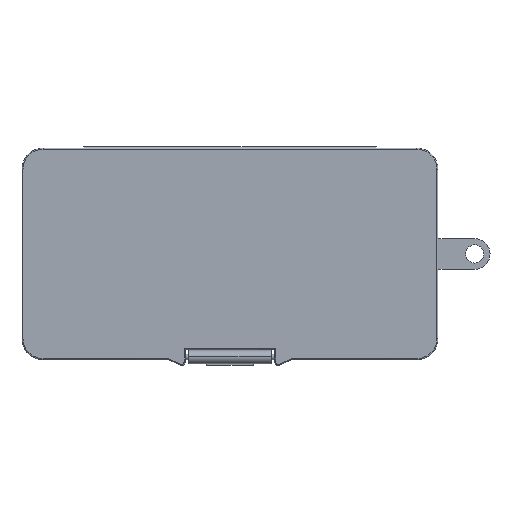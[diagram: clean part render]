
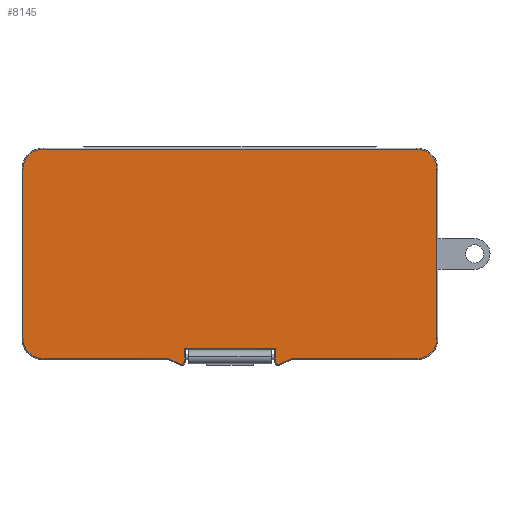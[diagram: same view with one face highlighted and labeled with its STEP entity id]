
A CAD part, top view. The second image highlights one B-rep face of the part: STEP entity #8145.
In plain terms, the highlighted face is planar.
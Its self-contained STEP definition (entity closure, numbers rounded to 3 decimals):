
#131 = EDGE_CURVE ( 'NONE', #8466, #4963, #8401, .T. ) ;
#342 = CARTESIAN_POINT ( 'NONE',  ( -14.1, 7.8, 29.1 ) ) ;
#352 = LINE ( 'NONE', #5423, #6346 ) ;
#400 = VERTEX_POINT ( 'NONE', #6111 ) ;
#452 = VECTOR ( 'NONE', #3716, 1000. ) ;
#510 = ORIENTED_EDGE ( 'NONE', *, *, #8212, .T. ) ;
#685 = VECTOR ( 'NONE', #7069, 1000. ) ;
#703 = ORIENTED_EDGE ( 'NONE', *, *, #7770, .T. ) ;
#956 = AXIS2_PLACEMENT_3D ( 'NONE', #4650, #3146, #9064 ) ;
#1053 = VERTEX_POINT ( 'NONE', #7879 ) ;
#1164 = ORIENTED_EDGE ( 'NONE', *, *, #8560, .T. ) ;
#1199 = CARTESIAN_POINT ( 'NONE',  ( -63.6, 7.8, 26. ) ) ;
#1234 = ORIENTED_EDGE ( 'NONE', *, *, #7807, .T. ) ;
#1264 = CARTESIAN_POINT ( 'NONE',  ( 14.1, 7.8, 33.25 ) ) ;
#1276 = DIRECTION ( 'NONE',  ( 0., 1., 0. ) ) ;
#1329 = LINE ( 'NONE', #8782, #9078 ) ;
#1387 = LINE ( 'NONE', #8743, #6616 ) ;
#1440 = DIRECTION ( 'NONE',  ( 0., 1., 0. ) ) ;
#1815 = VERTEX_POINT ( 'NONE', #4493 ) ;
#1853 = ORIENTED_EDGE ( 'NONE', *, *, #6423, .T. ) ;
#1959 = ORIENTED_EDGE ( 'NONE', *, *, #9404, .T. ) ;
#1999 = ORIENTED_EDGE ( 'NONE', *, *, #9267, .T. ) ;
#2037 = VECTOR ( 'NONE', #7806, 1000. ) ;
#2051 = DIRECTION ( 'NONE',  ( 1., 0., 0. ) ) ;
#2084 = VERTEX_POINT ( 'NONE', #4191 ) ;
#2103 = FACE_OUTER_BOUND ( 'NONE', #6768, .T. ) ;
#2345 = CIRCLE ( 'NONE', #7258, 0.7 ) ;
#2370 = CIRCLE ( 'NONE', #3135, 6.2 ) ;
#2432 = DIRECTION ( 'NONE',  ( 0., 1., 0. ) ) ;
#2475 = ORIENTED_EDGE ( 'NONE', *, *, #9482, .T. ) ;
#2498 = DIRECTION ( 'NONE',  ( -1., 0., 0. ) ) ;
#2599 = LINE ( 'NONE', #1199, #685 ) ;
#2650 = AXIS2_PLACEMENT_3D ( 'NONE', #8433, #2432, #3878 ) ;
#2671 = ORIENTED_EDGE ( 'NONE', *, *, #4602, .T. ) ;
#2765 = DIRECTION ( 'NONE',  ( 0., 0., 1. ) ) ;
#2898 = VERTEX_POINT ( 'NONE', #6644 ) ;
#2934 = LINE ( 'NONE', #5886, #452 ) ;
#2981 = VERTEX_POINT ( 'NONE', #6159 ) ;
#3041 = ORIENTED_EDGE ( 'NONE', *, *, #4603, .T. ) ;
#3135 = AXIS2_PLACEMENT_3D ( 'NONE', #4348, #3524, #9443 ) ;
#3146 = DIRECTION ( 'NONE',  ( 0., 1., 0. ) ) ;
#3149 = CARTESIAN_POINT ( 'NONE',  ( 18.937, 7.8, 32.2 ) ) ;
#3240 = AXIS2_PLACEMENT_3D ( 'NONE', #7195, #1276, #2765 ) ;
#3310 = CARTESIAN_POINT ( 'NONE',  ( -57.4, 7.8, 32.2 ) ) ;
#3366 = CARTESIAN_POINT ( 'NONE',  ( 15.081, 7.8, 33.891 ) ) ;
#3413 = EDGE_CURVE ( 'NONE', #7598, #7338, #352, .T. ) ;
#3436 = CARTESIAN_POINT ( 'NONE',  ( 63.6, 7.8, -26. ) ) ;
#3524 = DIRECTION ( 'NONE',  ( 0., 1., 0. ) ) ;
#3654 = DIRECTION ( 'NONE',  ( 0., 0., 1. ) ) ;
#3716 = DIRECTION ( 'NONE',  ( 0.916, 0., 0.402 ) ) ;
#3750 = ORIENTED_EDGE ( 'NONE', *, *, #7731, .T. ) ;
#3807 = VERTEX_POINT ( 'NONE', #342 ) ;
#3850 = AXIS2_PLACEMENT_3D ( 'NONE', #6546, #8070, #7205 ) ;
#3878 = DIRECTION ( 'NONE',  ( 0., 0., 1. ) ) ;
#4159 = CARTESIAN_POINT ( 'NONE',  ( 14.8, 7.8, 33.25 ) ) ;
#4191 = CARTESIAN_POINT ( 'NONE',  ( 63.6, 7.8, -26. ) ) ;
#4304 = ORIENTED_EDGE ( 'NONE', *, *, #5199, .T. ) ;
#4326 = DIRECTION ( 'NONE',  ( 0., 1., 0. ) ) ;
#4348 = CARTESIAN_POINT ( 'NONE',  ( 57.4, 7.8, -26. ) ) ;
#4389 = VECTOR ( 'NONE', #7389, 1000. ) ;
#4408 = VERTEX_POINT ( 'NONE', #3366 ) ;
#4493 = CARTESIAN_POINT ( 'NONE',  ( -14.1, 7.8, 33.25 ) ) ;
#4525 = ORIENTED_EDGE ( 'NONE', *, *, #7424, .T. ) ;
#4602 = EDGE_CURVE ( 'NONE', #2084, #5138, #2370, .T. ) ;
#4603 = EDGE_CURVE ( 'NONE', #3807, #7598, #7181, .T. ) ;
#4650 = CARTESIAN_POINT ( 'NONE',  ( -14.8, 7.8, 33.25 ) ) ;
#4726 = LINE ( 'NONE', #9084, #7760 ) ;
#4779 = VECTOR ( 'NONE', #6702, 1000. ) ;
#4949 = CIRCLE ( 'NONE', #9083, 6.2 ) ;
#4963 = VERTEX_POINT ( 'NONE', #9041 ) ;
#5022 = ORIENTED_EDGE ( 'NONE', *, *, #3413, .T. ) ;
#5111 = CARTESIAN_POINT ( 'NONE',  ( -14.8, 7.8, 33.25 ) ) ;
#5129 = CIRCLE ( 'NONE', #956, 0.7 ) ;
#5138 = VERTEX_POINT ( 'NONE', #8312 ) ;
#5161 = DIRECTION ( 'NONE',  ( 1., 0., 0. ) ) ;
#5199 = EDGE_CURVE ( 'NONE', #5138, #8466, #4726, .T. ) ;
#5423 = CARTESIAN_POINT ( 'NONE',  ( 14.1, 7.8, 33.25 ) ) ;
#5427 = EDGE_CURVE ( 'NONE', #4408, #7107, #8389, .T. ) ;
#5628 = DIRECTION ( 'NONE',  ( 0., 1., 0. ) ) ;
#5715 = ORIENTED_EDGE ( 'NONE', *, *, #131, .T. ) ;
#5762 = PLANE ( 'NONE',  #3240 ) ;
#5886 = CARTESIAN_POINT ( 'NONE',  ( -15.081, 7.8, 33.891 ) ) ;
#5917 = CARTESIAN_POINT ( 'NONE',  ( 18.88, 7.8, 32.225 ) ) ;
#5928 = CARTESIAN_POINT ( 'NONE',  ( -57.4, 7.8, -32.2 ) ) ;
#6035 = ORIENTED_EDGE ( 'NONE', *, *, #9355, .T. ) ;
#6111 = CARTESIAN_POINT ( 'NONE',  ( -15.081, 7.8, 33.891 ) ) ;
#6154 = AXIS2_PLACEMENT_3D ( 'NONE', #5111, #1440, #3654 ) ;
#6159 = CARTESIAN_POINT ( 'NONE',  ( 57.4, 7.8, 32.2 ) ) ;
#6284 = DIRECTION ( 'NONE',  ( 0., 0., 1. ) ) ;
#6316 = CARTESIAN_POINT ( 'NONE',  ( -57.4, 7.8, -26. ) ) ;
#6346 = VECTOR ( 'NONE', #6284, 1000. ) ;
#6397 = VERTEX_POINT ( 'NONE', #8416 ) ;
#6423 = EDGE_CURVE ( 'NONE', #4963, #7367, #2599, .T. ) ;
#6463 = CIRCLE ( 'NONE', #3850, 6.2 ) ;
#6546 = CARTESIAN_POINT ( 'NONE',  ( 57.4, 7.8, 26. ) ) ;
#6616 = VECTOR ( 'NONE', #5161, 1000. ) ;
#6636 = DIRECTION ( 'NONE',  ( 0., 0., 1. ) ) ;
#6644 = CARTESIAN_POINT ( 'NONE',  ( 14.8, 7.8, 33.95 ) ) ;
#6702 = DIRECTION ( 'NONE',  ( 0., 0., -1. ) ) ;
#6768 = EDGE_LOOP ( 'NONE', ( #2671, #4304, #5715, #1853, #1164, #3750, #8578, #703, #6035, #4525, #3041, #5022, #1999, #2475, #8912, #510, #1234, #1959 ) ) ;
#7069 = DIRECTION ( 'NONE',  ( 0., 0., 1. ) ) ;
#7107 = VERTEX_POINT ( 'NONE', #3149 ) ;
#7181 = LINE ( 'NONE', #8766, #7893 ) ;
#7195 = CARTESIAN_POINT ( 'NONE',  ( -57.4, 7.8, -26. ) ) ;
#7205 = DIRECTION ( 'NONE',  ( 0., 0., 1. ) ) ;
#7258 = AXIS2_PLACEMENT_3D ( 'NONE', #4159, #8672, #8722 ) ;
#7338 = VERTEX_POINT ( 'NONE', #1264 ) ;
#7367 = VERTEX_POINT ( 'NONE', #9310 ) ;
#7389 = DIRECTION ( 'NONE',  ( 0.916, 0., -0.402 ) ) ;
#7411 = EDGE_CURVE ( 'NONE', #1053, #400, #2934, .T. ) ;
#7424 = EDGE_CURVE ( 'NONE', #1815, #3807, #8908, .T. ) ;
#7428 = CARTESIAN_POINT ( 'NONE',  ( 63.6, 7.8, 26. ) ) ;
#7598 = VERTEX_POINT ( 'NONE', #9140 ) ;
#7635 = CARTESIAN_POINT ( 'NONE',  ( -57.4, 7.8, 26. ) ) ;
#7731 = EDGE_CURVE ( 'NONE', #8546, #1053, #1387, .T. ) ;
#7760 = VECTOR ( 'NONE', #2498, 1000. ) ;
#7770 = EDGE_CURVE ( 'NONE', #400, #6397, #7991, .T. ) ;
#7783 = DIRECTION ( 'NONE',  ( 0., 0., 1. ) ) ;
#7806 = DIRECTION ( 'NONE',  ( 0., 0., -1. ) ) ;
#7807 = EDGE_CURVE ( 'NONE', #2981, #9222, #6463, .T. ) ;
#7879 = CARTESIAN_POINT ( 'NONE',  ( -18.937, 7.8, 32.2 ) ) ;
#7893 = VECTOR ( 'NONE', #9391, 1000. ) ;
#7991 = CIRCLE ( 'NONE', #6154, 0.7 ) ;
#8070 = DIRECTION ( 'NONE',  ( 0., 1., 0. ) ) ;
#8145 = ADVANCED_FACE ( 'NONE', ( #2103 ), #5762, .T. ) ;
#8183 = CARTESIAN_POINT ( 'NONE',  ( -14.1, 7.8, 29.4 ) ) ;
#8212 = EDGE_CURVE ( 'NONE', #7107, #2981, #1329, .T. ) ;
#8251 = AXIS2_PLACEMENT_3D ( 'NONE', #6316, #4326, #6636 ) ;
#8312 = CARTESIAN_POINT ( 'NONE',  ( 57.4, 7.8, -32.2 ) ) ;
#8389 = LINE ( 'NONE', #5917, #4389 ) ;
#8401 = CIRCLE ( 'NONE', #8251, 6.2 ) ;
#8416 = CARTESIAN_POINT ( 'NONE',  ( -14.8, 7.8, 33.95 ) ) ;
#8433 = CARTESIAN_POINT ( 'NONE',  ( 14.8, 7.8, 33.25 ) ) ;
#8466 = VERTEX_POINT ( 'NONE', #5928 ) ;
#8546 = VERTEX_POINT ( 'NONE', #3310 ) ;
#8560 = EDGE_CURVE ( 'NONE', #7367, #8546, #4949, .T. ) ;
#8578 = ORIENTED_EDGE ( 'NONE', *, *, #7411, .T. ) ;
#8672 = DIRECTION ( 'NONE',  ( 0., 1., 0. ) ) ;
#8722 = DIRECTION ( 'NONE',  ( 0., 0., 1. ) ) ;
#8743 = CARTESIAN_POINT ( 'NONE',  ( -19., 7.8, 32.2 ) ) ;
#8766 = CARTESIAN_POINT ( 'NONE',  ( 13.8, 7.8, 29.1 ) ) ;
#8782 = CARTESIAN_POINT ( 'NONE',  ( 57.4, 7.8, 32.2 ) ) ;
#8790 = CIRCLE ( 'NONE', #2650, 0.7 ) ;
#8908 = LINE ( 'NONE', #8183, #4779 ) ;
#8912 = ORIENTED_EDGE ( 'NONE', *, *, #5427, .T. ) ;
#9041 = CARTESIAN_POINT ( 'NONE',  ( -63.6, 7.8, -26. ) ) ;
#9064 = DIRECTION ( 'NONE',  ( 0., 0., 1. ) ) ;
#9078 = VECTOR ( 'NONE', #2051, 1000. ) ;
#9083 = AXIS2_PLACEMENT_3D ( 'NONE', #7635, #5628, #7783 ) ;
#9084 = CARTESIAN_POINT ( 'NONE',  ( -57.4, 7.8, -32.2 ) ) ;
#9140 = CARTESIAN_POINT ( 'NONE',  ( 14.1, 7.8, 29.1 ) ) ;
#9222 = VERTEX_POINT ( 'NONE', #7428 ) ;
#9267 = EDGE_CURVE ( 'NONE', #7338, #2898, #8790, .T. ) ;
#9310 = CARTESIAN_POINT ( 'NONE',  ( -63.6, 7.8, 26. ) ) ;
#9355 = EDGE_CURVE ( 'NONE', #6397, #1815, #5129, .T. ) ;
#9391 = DIRECTION ( 'NONE',  ( 1., 0., 0. ) ) ;
#9404 = EDGE_CURVE ( 'NONE', #9222, #2084, #9445, .T. ) ;
#9443 = DIRECTION ( 'NONE',  ( 0., 0., 1. ) ) ;
#9445 = LINE ( 'NONE', #3436, #2037 ) ;
#9482 = EDGE_CURVE ( 'NONE', #2898, #4408, #2345, .T. ) ;
